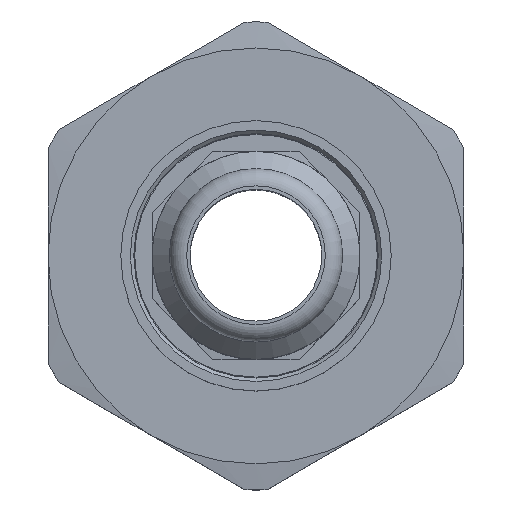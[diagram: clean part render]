
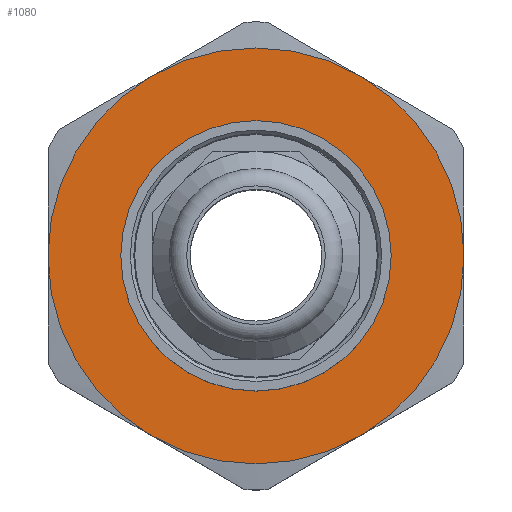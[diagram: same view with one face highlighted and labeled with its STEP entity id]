
A CAD part, top view. The second image highlights one B-rep face of the part: STEP entity #1080.
In plain terms, the highlighted planar face has unit normal (0, 0, 1).
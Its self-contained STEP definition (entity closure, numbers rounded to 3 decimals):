
#67=FACE_BOUND('',#186,.T.);
#74=PLANE('',#1174);
#116=FACE_OUTER_BOUND('',#185,.T.);
#185=EDGE_LOOP('',(#716,#717,#718,#719,#720,#721));
#186=EDGE_LOOP('',(#722));
#335=CIRCLE('',#1173,7.8);
#336=CIRCLE('',#1175,12.);
#337=CIRCLE('',#1176,12.);
#338=CIRCLE('',#1177,12.);
#339=CIRCLE('',#1178,12.);
#340=CIRCLE('',#1179,12.);
#341=CIRCLE('',#1180,12.);
#420=VERTEX_POINT('',#1681);
#421=VERTEX_POINT('',#1685);
#422=VERTEX_POINT('',#1686);
#423=VERTEX_POINT('',#1688);
#424=VERTEX_POINT('',#1690);
#425=VERTEX_POINT('',#1692);
#426=VERTEX_POINT('',#1694);
#535=EDGE_CURVE('',#420,#420,#335,.T.);
#536=EDGE_CURVE('',#421,#422,#336,.T.);
#537=EDGE_CURVE('',#422,#423,#337,.T.);
#538=EDGE_CURVE('',#423,#424,#338,.T.);
#539=EDGE_CURVE('',#424,#425,#339,.T.);
#540=EDGE_CURVE('',#425,#426,#340,.T.);
#541=EDGE_CURVE('',#426,#421,#341,.T.);
#716=ORIENTED_EDGE('',*,*,#536,.T.);
#717=ORIENTED_EDGE('',*,*,#537,.T.);
#718=ORIENTED_EDGE('',*,*,#538,.T.);
#719=ORIENTED_EDGE('',*,*,#539,.T.);
#720=ORIENTED_EDGE('',*,*,#540,.T.);
#721=ORIENTED_EDGE('',*,*,#541,.T.);
#722=ORIENTED_EDGE('',*,*,#535,.T.);
#1080=ADVANCED_FACE('',(#116,#67),#74,.T.);
#1173=AXIS2_PLACEMENT_3D('',#1683,#1342,#1343);
#1174=AXIS2_PLACEMENT_3D('',#1684,#1344,#1345);
#1175=AXIS2_PLACEMENT_3D('',#1687,#1346,#1347);
#1176=AXIS2_PLACEMENT_3D('',#1689,#1348,#1349);
#1177=AXIS2_PLACEMENT_3D('',#1691,#1350,#1351);
#1178=AXIS2_PLACEMENT_3D('',#1693,#1352,#1353);
#1179=AXIS2_PLACEMENT_3D('',#1695,#1354,#1355);
#1180=AXIS2_PLACEMENT_3D('',#1696,#1356,#1357);
#1342=DIRECTION('center_axis',(0.,0.,-1.));
#1343=DIRECTION('ref_axis',(-1.,0.,0.));
#1344=DIRECTION('center_axis',(0.,0.,1.));
#1345=DIRECTION('ref_axis',(1.,0.,0.));
#1346=DIRECTION('center_axis',(0.,0.,1.));
#1347=DIRECTION('ref_axis',(-1.,0.,0.));
#1348=DIRECTION('center_axis',(0.,0.,1.));
#1349=DIRECTION('ref_axis',(-1.,0.,0.));
#1350=DIRECTION('center_axis',(0.,0.,1.));
#1351=DIRECTION('ref_axis',(-1.,0.,0.));
#1352=DIRECTION('center_axis',(0.,0.,1.));
#1353=DIRECTION('ref_axis',(-1.,0.,0.));
#1354=DIRECTION('center_axis',(0.,0.,1.));
#1355=DIRECTION('ref_axis',(-1.,0.,0.));
#1356=DIRECTION('center_axis',(0.,0.,1.));
#1357=DIRECTION('ref_axis',(-1.,0.,0.));
#1681=CARTESIAN_POINT('',(7.8,0.,0.));
#1683=CARTESIAN_POINT('Origin',(0.,0.,0.));
#1684=CARTESIAN_POINT('Origin',(0.,0.,0.));
#1685=CARTESIAN_POINT('',(-6.,-10.392,0.));
#1686=CARTESIAN_POINT('',(6.,-10.392,0.));
#1687=CARTESIAN_POINT('Origin',(0.,0.,0.));
#1688=CARTESIAN_POINT('',(12.,0.,0.));
#1689=CARTESIAN_POINT('Origin',(0.,0.,0.));
#1690=CARTESIAN_POINT('',(6.,10.392,0.));
#1691=CARTESIAN_POINT('Origin',(0.,0.,0.));
#1692=CARTESIAN_POINT('',(-6.,10.392,0.));
#1693=CARTESIAN_POINT('Origin',(0.,0.,0.));
#1694=CARTESIAN_POINT('',(-12.,0.,0.));
#1695=CARTESIAN_POINT('Origin',(0.,0.,0.));
#1696=CARTESIAN_POINT('Origin',(0.,0.,0.));
